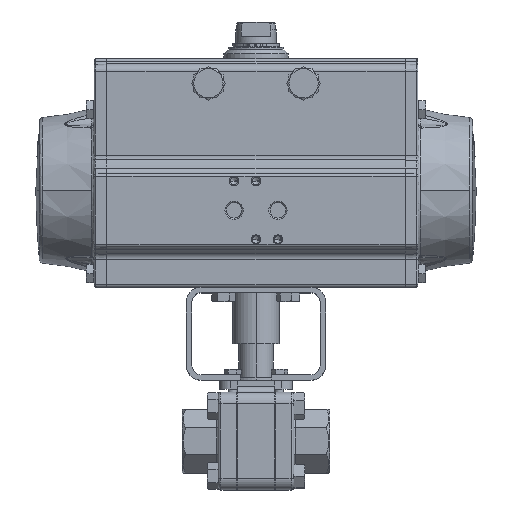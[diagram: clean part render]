
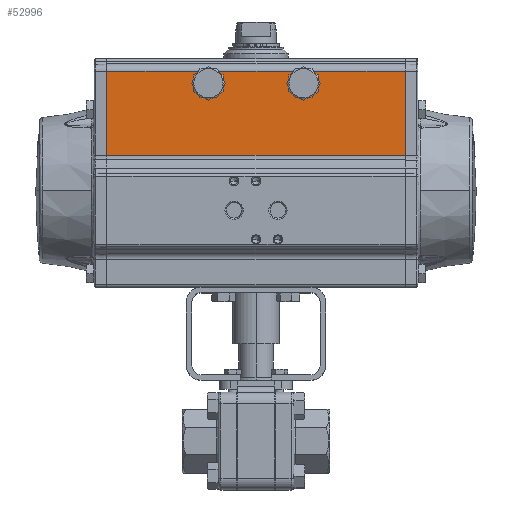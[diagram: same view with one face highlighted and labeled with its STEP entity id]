
A CAD part, top view. The second image highlights one B-rep face of the part: STEP entity #52996.
In plain terms, the highlighted planar face has unit normal (0, 0, 1).
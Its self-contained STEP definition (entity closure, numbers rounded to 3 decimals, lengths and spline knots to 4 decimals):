
#709 = CARTESIAN_POINT ( 'NONE',  ( 3.2087, 8.1131, 1.7323 ) ) ;
#753 = CARTESIAN_POINT ( 'NONE',  ( 1.0236, 7.6958, 1.7323 ) ) ;
#2164 = VECTOR ( 'NONE', #42470, 39.3701 ) ;
#2540 = EDGE_CURVE ( 'NONE', #39218, #80182, #27848, .T. ) ;
#2552 = LINE ( 'NONE', #31380, #74523 ) ;
#2773 = CIRCLE ( 'NONE', #4618, 0.315 ) ;
#2889 = CIRCLE ( 'NONE', #34873, 0.315 ) ;
#3513 = ORIENTED_EDGE ( 'NONE', *, *, #74154, .T. ) ;
#3997 = CARTESIAN_POINT ( 'NONE',  ( 1.2016, 7.9557, 1.7323 ) ) ;
#4618 = AXIS2_PLACEMENT_3D ( 'NONE', #61398, #19611, #68386 ) ;
#5690 = ORIENTED_EDGE ( 'NONE', *, *, #17802, .F. ) ;
#6246 = DIRECTION ( 'NONE',  ( 0., 0., -1. ) ) ;
#6571 = ORIENTED_EDGE ( 'NONE', *, *, #69323, .T. ) ;
#6792 = CARTESIAN_POINT ( 'NONE',  ( 1.3386, 7.6958, 1.7323 ) ) ;
#7736 = DIRECTION ( 'NONE',  ( 1., 0., 0. ) ) ;
#7860 = FACE_OUTER_BOUND ( 'NONE', #80169, .T. ) ;
#8152 = EDGE_CURVE ( 'NONE', #48852, #25035, #76320, .T. ) ;
#8561 = DIRECTION ( 'NONE',  ( 0., 0., -1. ) ) ;
#9210 = CARTESIAN_POINT ( 'NONE',  ( 0.8456, 7.9557, 1.7323 ) ) ;
#9255 = AXIS2_PLACEMENT_3D ( 'NONE', #14390, #63162, #21397 ) ;
#9762 = EDGE_CURVE ( 'NONE', #74210, #35199, #34680, .T. ) ;
#9983 = CARTESIAN_POINT ( 'NONE',  ( 3.2087, 7.9557, 1.7323 ) ) ;
#10035 = AXIS2_PLACEMENT_3D ( 'NONE', #50340, #8561, #57371 ) ;
#10077 = VECTOR ( 'NONE', #65144, 39.3701 ) ;
#11836 = LINE ( 'NONE', #9983, #65281 ) ;
#11863 = VERTEX_POINT ( 'NONE', #69592 ) ;
#13529 = AXIS2_PLACEMENT_3D ( 'NONE', #85469, #57795, #16000 ) ;
#13598 = ORIENTED_EDGE ( 'NONE', *, *, #40273, .F. ) ;
#14390 = CARTESIAN_POINT ( 'NONE',  ( -1.0236, 7.6958, 1.7323 ) ) ;
#14416 = CIRCLE ( 'NONE', #26074, 0.315 ) ;
#15641 = CIRCLE ( 'NONE', #40973, 0.315 ) ;
#15807 = AXIS2_PLACEMENT_3D ( 'NONE', #28186, #76950, #35212 ) ;
#16000 = DIRECTION ( 'NONE',  ( 1., 0., 0. ) ) ;
#16007 = VECTOR ( 'NONE', #57686, 39.3701 ) ;
#16395 = CARTESIAN_POINT ( 'NONE',  ( 3.2087, 7.9557, 1.7323 ) ) ;
#16836 = CIRCLE ( 'NONE', #10035, 0.315 ) ;
#17802 = EDGE_CURVE ( 'NONE', #52435, #48852, #11836, .T. ) ;
#17989 = ORIENTED_EDGE ( 'NONE', *, *, #2540, .T. ) ;
#18664 = CARTESIAN_POINT ( 'NONE',  ( -0.8456, 7.9557, 1.7323 ) ) ;
#19611 = DIRECTION ( 'NONE',  ( 0., 0., -1. ) ) ;
#21397 = DIRECTION ( 'NONE',  ( 1., 0., 0. ) ) ;
#21897 = EDGE_CURVE ( 'NONE', #52435, #74210, #16836, .T. ) ;
#24147 = VECTOR ( 'NONE', #63879, 39.3701 ) ;
#24285 = DIRECTION ( 'NONE',  ( 1., 0., 0. ) ) ;
#25035 = VERTEX_POINT ( 'NONE', #85808 ) ;
#25195 = CARTESIAN_POINT ( 'NONE',  ( -1.0236, 7.6958, 1.7323 ) ) ;
#25942 = ORIENTED_EDGE ( 'NONE', *, *, #27041, .T. ) ;
#26074 = AXIS2_PLACEMENT_3D ( 'NONE', #32469, #81208, #39549 ) ;
#26934 = CIRCLE ( 'NONE', #87372, 0.315 ) ;
#27041 = EDGE_CURVE ( 'NONE', #85147, #33111, #2889, .T. ) ;
#27848 = CIRCLE ( 'NONE', #15807, 0.315 ) ;
#28186 = CARTESIAN_POINT ( 'NONE',  ( -1.0236, 7.6958, 1.7323 ) ) ;
#28713 = CARTESIAN_POINT ( 'NONE',  ( 0.8661, 7.4231, 1.7323 ) ) ;
#29720 = PLANE ( 'NONE',  #13529 ) ;
#30186 = EDGE_CURVE ( 'NONE', #34708, #25035, #2552, .T. ) ;
#31324 = ORIENTED_EDGE ( 'NONE', *, *, #74349, .T. ) ;
#31380 = CARTESIAN_POINT ( 'NONE',  ( 3.2087, 6.1531, 1.7323 ) ) ;
#32187 = DIRECTION ( 'NONE',  ( 1., 0., 0. ) ) ;
#32469 = CARTESIAN_POINT ( 'NONE',  ( 1.0236, 7.6958, 1.7323 ) ) ;
#33072 = VERTEX_POINT ( 'NONE', #9210 ) ;
#33111 = VERTEX_POINT ( 'NONE', #80164 ) ;
#33309 = DIRECTION ( 'NONE',  ( 0., 0., -1. ) ) ;
#34106 = CIRCLE ( 'NONE', #9255, 0.315 ) ;
#34213 = ORIENTED_EDGE ( 'NONE', *, *, #9762, .T. ) ;
#34680 = CIRCLE ( 'NONE', #52641, 0.315 ) ;
#34708 = VERTEX_POINT ( 'NONE', #86451 ) ;
#34873 = AXIS2_PLACEMENT_3D ( 'NONE', #48011, #6246, #54995 ) ;
#35199 = VERTEX_POINT ( 'NONE', #79880 ) ;
#35212 = DIRECTION ( 'NONE',  ( 1., 0., 0. ) ) ;
#35414 = CARTESIAN_POINT ( 'NONE',  ( 1.0236, 7.6958, 1.7323 ) ) ;
#36476 = CARTESIAN_POINT ( 'NONE',  ( 3.2087, 7.9557, 1.7323 ) ) ;
#38046 = VERTEX_POINT ( 'NONE', #64884 ) ;
#38797 = EDGE_CURVE ( 'NONE', #11863, #85147, #34106, .T. ) ;
#39218 = VERTEX_POINT ( 'NONE', #75874 ) ;
#39320 = EDGE_CURVE ( 'NONE', #38046, #33111, #42817, .T. ) ;
#39549 = DIRECTION ( 'NONE',  ( 1., 0., 0. ) ) ;
#40273 = EDGE_CURVE ( 'NONE', #56355, #33072, #77559, .T. ) ;
#40973 = AXIS2_PLACEMENT_3D ( 'NONE', #25195, #73971, #32187 ) ;
#42464 = DIRECTION ( 'NONE',  ( 1., 0., 0. ) ) ;
#42470 = DIRECTION ( 'NONE',  ( 0., -1., 0. ) ) ;
#42817 = LINE ( 'NONE', #16395, #10077 ) ;
#43267 = ORIENTED_EDGE ( 'NONE', *, *, #74297, .T. ) ;
#43639 = AXIS2_PLACEMENT_3D ( 'NONE', #35414, #84147, #42464 ) ;
#45748 = CARTESIAN_POINT ( 'NONE',  ( -1.3386, 7.6958, 1.7323 ) ) ;
#46246 = ORIENTED_EDGE ( 'NONE', *, *, #51658, .T. ) ;
#47300 = CARTESIAN_POINT ( 'NONE',  ( -0.8661, 7.4231, 1.7323 ) ) ;
#47667 = VERTEX_POINT ( 'NONE', #61697 ) ;
#48011 = CARTESIAN_POINT ( 'NONE',  ( -1.0236, 7.6958, 1.7323 ) ) ;
#48852 = VERTEX_POINT ( 'NONE', #36476 ) ;
#48981 = ORIENTED_EDGE ( 'NONE', *, *, #49673, .T. ) ;
#49517 = DIRECTION ( 'NONE',  ( 0., 0., -1. ) ) ;
#49673 = EDGE_CURVE ( 'NONE', #47667, #33072, #2773, .T. ) ;
#49887 = CARTESIAN_POINT ( 'NONE',  ( 3.2087, 7.9557, 1.7323 ) ) ;
#50095 = ORIENTED_EDGE ( 'NONE', *, *, #21897, .T. ) ;
#50340 = CARTESIAN_POINT ( 'NONE',  ( 1.0236, 7.6958, 1.7323 ) ) ;
#51025 = ORIENTED_EDGE ( 'NONE', *, *, #39320, .F. ) ;
#51658 = EDGE_CURVE ( 'NONE', #56355, #39218, #15641, .T. ) ;
#52435 = VERTEX_POINT ( 'NONE', #3997 ) ;
#52641 = AXIS2_PLACEMENT_3D ( 'NONE', #753, #49517, #7736 ) ;
#52996 = ADVANCED_FACE ( 'NONE', ( #7860 ), #29720, .T. ) ;
#53099 = LINE ( 'NONE', #84439, #16007 ) ;
#54995 = DIRECTION ( 'NONE',  ( 1., 0., 0. ) ) ;
#56355 = VERTEX_POINT ( 'NONE', #18664 ) ;
#57371 = DIRECTION ( 'NONE',  ( 0., 1., 0. ) ) ;
#57686 = DIRECTION ( 'NONE',  ( 0., -1., 0. ) ) ;
#57795 = DIRECTION ( 'NONE',  ( 0., 0., 1. ) ) ;
#59471 = DIRECTION ( 'NONE',  ( 1., 0., 0. ) ) ;
#61269 = VERTEX_POINT ( 'NONE', #28713 ) ;
#61398 = CARTESIAN_POINT ( 'NONE',  ( 1.0236, 7.6958, 1.7323 ) ) ;
#61697 = CARTESIAN_POINT ( 'NONE',  ( 0.7087, 7.6958, 1.7323 ) ) ;
#63162 = DIRECTION ( 'NONE',  ( 0., 0., -1. ) ) ;
#63879 = DIRECTION ( 'NONE',  ( 1., 0., 0. ) ) ;
#64884 = CARTESIAN_POINT ( 'NONE',  ( -3.2087, 7.9557, 1.7323 ) ) ;
#65144 = DIRECTION ( 'NONE',  ( 1., 0., 0. ) ) ;
#65281 = VECTOR ( 'NONE', #24285, 39.3701 ) ;
#68386 = DIRECTION ( 'NONE',  ( 1., 0., 0. ) ) ;
#69323 = EDGE_CURVE ( 'NONE', #35199, #61269, #14416, .T. ) ;
#69592 = CARTESIAN_POINT ( 'NONE',  ( -1.1811, 7.4231, 1.7323 ) ) ;
#73822 = CIRCLE ( 'NONE', #43639, 0.315 ) ;
#73971 = DIRECTION ( 'NONE',  ( 0., 0., -1. ) ) ;
#74154 = EDGE_CURVE ( 'NONE', #80182, #11863, #26934, .T. ) ;
#74210 = VERTEX_POINT ( 'NONE', #6792 ) ;
#74297 = EDGE_CURVE ( 'NONE', #61269, #47667, #73822, .T. ) ;
#74349 = EDGE_CURVE ( 'NONE', #38046, #34708, #53099, .T. ) ;
#74523 = VECTOR ( 'NONE', #59471, 39.3701 ) ;
#75078 = CARTESIAN_POINT ( 'NONE',  ( -1.0236, 7.6958, 1.7323 ) ) ;
#75874 = CARTESIAN_POINT ( 'NONE',  ( -0.7087, 7.6958, 1.7323 ) ) ;
#76320 = LINE ( 'NONE', #709, #2164 ) ;
#76950 = DIRECTION ( 'NONE',  ( 0., 0., -1. ) ) ;
#77559 = LINE ( 'NONE', #49887, #24147 ) ;
#79880 = CARTESIAN_POINT ( 'NONE',  ( 1.1811, 7.4231, 1.7323 ) ) ;
#80164 = CARTESIAN_POINT ( 'NONE',  ( -1.2016, 7.9557, 1.7323 ) ) ;
#80169 = EDGE_LOOP ( 'NONE', ( #31324, #80403, #88181, #5690, #50095, #34213, #6571, #43267, #48981, #13598, #46246, #17989, #3513, #89077, #25942, #51025 ) ) ;
#80182 = VERTEX_POINT ( 'NONE', #47300 ) ;
#80403 = ORIENTED_EDGE ( 'NONE', *, *, #30186, .T. ) ;
#81208 = DIRECTION ( 'NONE',  ( 0., 0., -1. ) ) ;
#82063 = DIRECTION ( 'NONE',  ( 1., 0., 0. ) ) ;
#84147 = DIRECTION ( 'NONE',  ( 0., 0., -1. ) ) ;
#84439 = CARTESIAN_POINT ( 'NONE',  ( -3.2087, 6.1531, 1.7323 ) ) ;
#85147 = VERTEX_POINT ( 'NONE', #45748 ) ;
#85469 = CARTESIAN_POINT ( 'NONE',  ( 3.2087, 6.1531, 1.7323 ) ) ;
#85808 = CARTESIAN_POINT ( 'NONE',  ( 3.2087, 6.1531, 1.7323 ) ) ;
#86451 = CARTESIAN_POINT ( 'NONE',  ( -3.2087, 6.1531, 1.7323 ) ) ;
#87372 = AXIS2_PLACEMENT_3D ( 'NONE', #75078, #33309, #82063 ) ;
#88181 = ORIENTED_EDGE ( 'NONE', *, *, #8152, .F. ) ;
#89077 = ORIENTED_EDGE ( 'NONE', *, *, #38797, .T. ) ;
